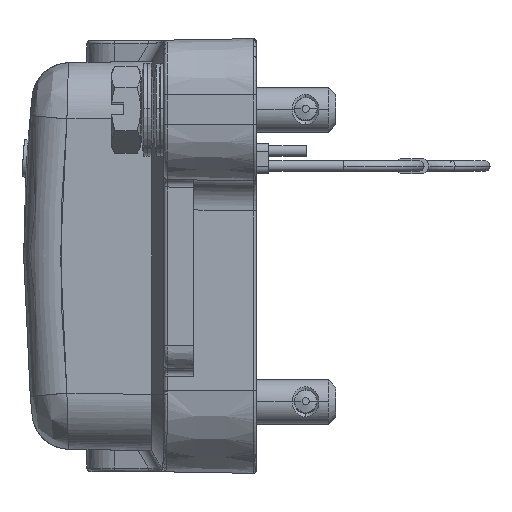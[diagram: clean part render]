
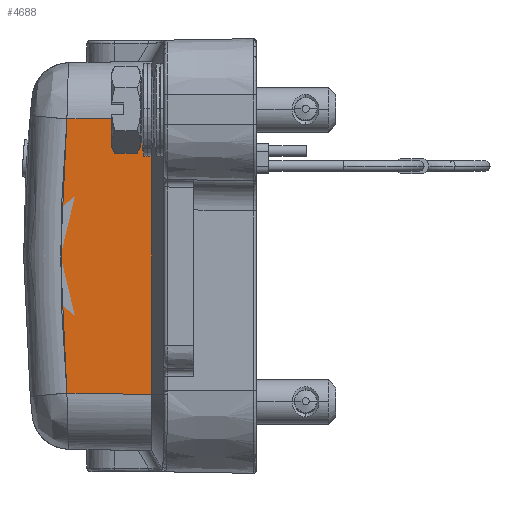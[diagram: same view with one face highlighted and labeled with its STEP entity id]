
A CAD part, left-side view. The second image highlights one B-rep face of the part: STEP entity #4688.
In plain terms, the highlighted planar face has unit normal (-1, 0.018, 0).
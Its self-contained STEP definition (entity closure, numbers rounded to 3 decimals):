
#469=PLANE('',#15233);
#1296=FACE_OUTER_BOUND('',#5661,.T.);
#2168=B_SPLINE_CURVE_WITH_KNOTS('',3,(#26264,#26265,#26266,#26267),
 .UNSPECIFIED.,.F.,.F.,(4,4),(0.,1.),.UNSPECIFIED.);
#3002=LINE('',#26413,#3889);
#3003=LINE('',#26432,#3890);
#3004=LINE('',#26434,#3891);
#3889=VECTOR('',#17366,1.);
#3890=VECTOR('',#17369,1.);
#3891=VECTOR('',#17370,1.);
#4688=ADVANCED_FACE('NONE',(#1296),#469,.T.);
#5661=EDGE_LOOP('',(#7788,#7789,#7790,#7791));
#7788=ORIENTED_EDGE('',*,*,#12978,.F.);
#7789=ORIENTED_EDGE('',*,*,#12949,.F.);
#7790=ORIENTED_EDGE('',*,*,#12980,.T.);
#7791=ORIENTED_EDGE('',*,*,#12981,.T.);
#11286=VERTEX_POINT('',#26228);
#11287=VERTEX_POINT('',#26263);
#11310=VERTEX_POINT('',#26414);
#11311=VERTEX_POINT('',#26433);
#12949=EDGE_CURVE('NONE',#11287,#11286,#2168,.T.);
#12978=EDGE_CURVE('NONE',#11286,#11310,#3002,.T.);
#12980=EDGE_CURVE('NONE',#11287,#11311,#3003,.T.);
#12981=EDGE_CURVE('NONE',#11311,#11310,#3004,.T.);
#15233=AXIS2_PLACEMENT_3D('',#26435,#17371,#17372);
#17366=DIRECTION('',(-0.017,-1.,0.017));
#17369=DIRECTION('',(-0.017,-1.,-0.017));
#17370=DIRECTION('',(0.,0.,1.));
#17371=DIRECTION('',(-1.,0.017,0.));
#17372=DIRECTION('',(-0.017,-1.,0.));
#26228=CARTESIAN_POINT('',(-74.274,25.229,18.275));
#26263=CARTESIAN_POINT('',(-74.274,25.229,-18.275));
#26264=CARTESIAN_POINT('',(-74.274,25.229,-18.275));
#26265=CARTESIAN_POINT('',(-74.254,26.373,-6.128));
#26266=CARTESIAN_POINT('',(-74.254,26.373,6.128));
#26267=CARTESIAN_POINT('',(-74.274,25.229,18.275));
#26413=CARTESIAN_POINT('',(-74.164,31.545,18.165));
#26414=CARTESIAN_POINT('',(-74.472,13.933,18.473));
#26432=CARTESIAN_POINT('',(-74.274,25.229,-18.275));
#26433=CARTESIAN_POINT('',(-74.472,13.933,-18.473));
#26434=CARTESIAN_POINT('',(-74.471,13.933,0.));
#26435=CARTESIAN_POINT('',(-74.5,12.3,-28.447));
